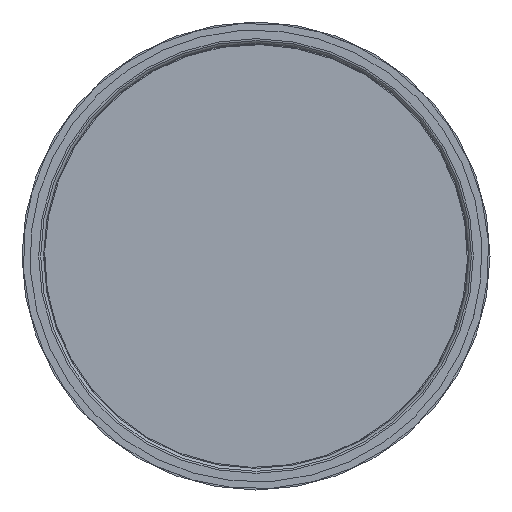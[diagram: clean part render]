
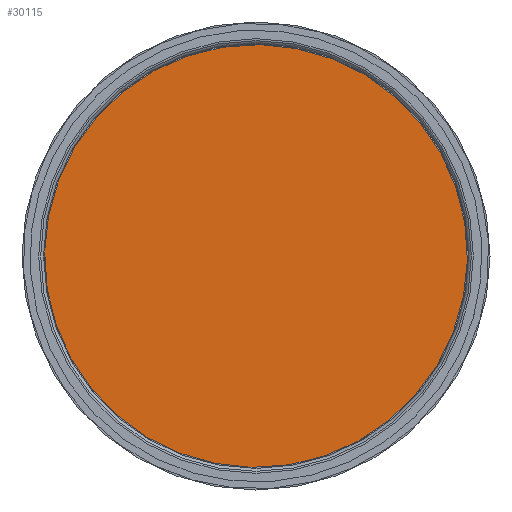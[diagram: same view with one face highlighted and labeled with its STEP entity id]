
A CAD part, front view. The second image highlights one B-rep face of the part: STEP entity #30115.
In plain terms, the highlighted planar face has unit normal (0, -1, 0).
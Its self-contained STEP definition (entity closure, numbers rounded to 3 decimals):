
#1586=PLANE('',#33585);
#2581=FACE_OUTER_BOUND('',#4261,.T.);
#4261=EDGE_LOOP('',(#20698,#20699));
#11207=CIRCLE('',#33583,107.5);
#11208=CIRCLE('',#33584,107.5);
#12913=VERTEX_POINT('',#46779);
#12914=VERTEX_POINT('',#46781);
#16046=EDGE_CURVE('',#12914,#12913,#11207,.T.);
#16047=EDGE_CURVE('',#12913,#12914,#11208,.T.);
#20698=ORIENTED_EDGE('',*,*,#16046,.T.);
#20699=ORIENTED_EDGE('',*,*,#16047,.T.);
#30115=ADVANCED_FACE('',(#2581),#1586,.F.);
#33583=AXIS2_PLACEMENT_3D('',#46782,#37291,#37292);
#33584=AXIS2_PLACEMENT_3D('',#46783,#37293,#37294);
#33585=AXIS2_PLACEMENT_3D('',#46784,#37295,#37296);
#37291=DIRECTION('center_axis',(0.,-1.,0.));
#37292=DIRECTION('ref_axis',(1.,0.,0.));
#37293=DIRECTION('center_axis',(0.,-1.,0.));
#37294=DIRECTION('ref_axis',(1.,0.,0.));
#37295=DIRECTION('center_axis',(0.,1.,0.));
#37296=DIRECTION('ref_axis',(0.,0.,1.));
#46779=CARTESIAN_POINT('',(-107.5,0.,0.));
#46781=CARTESIAN_POINT('',(107.5,0.,0.));
#46782=CARTESIAN_POINT('Origin',(0.,0.,0.));
#46783=CARTESIAN_POINT('Origin',(0.,0.,0.));
#46784=CARTESIAN_POINT('Origin',(0.,0.,0.));
